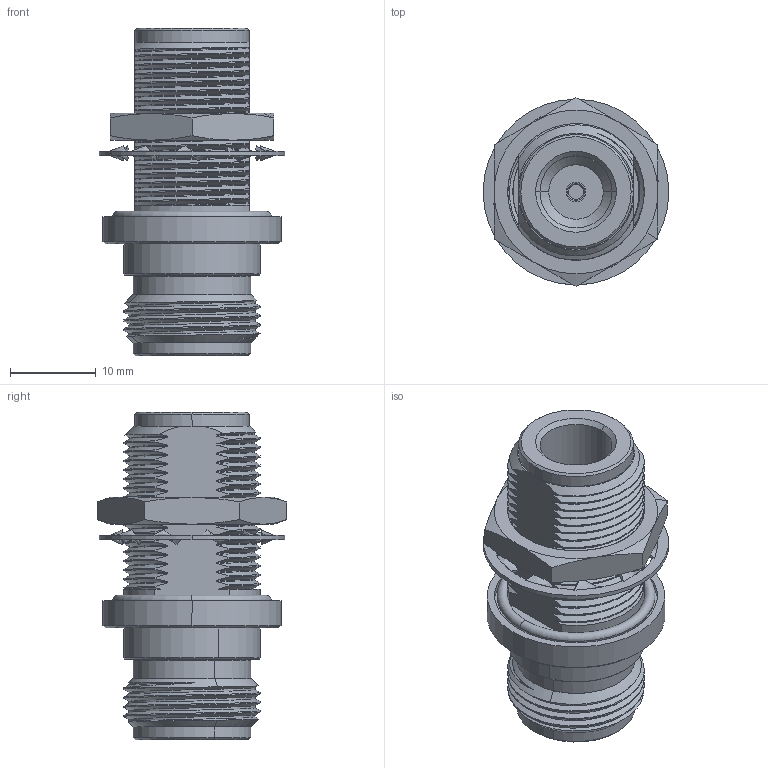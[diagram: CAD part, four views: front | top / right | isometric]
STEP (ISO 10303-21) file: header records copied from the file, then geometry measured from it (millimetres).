
FILE_DESCRIPTION (( 'STEP AP203' ), '1' );
FILE_NAME ('PE9500.step', '2018-08-31T19:31:09', ( '' ), ( '' ), 'SwSTEP 2.0', 'SolidWorks 2017', '' );
FILE_SCHEMA (( 'CONFIG_CONTROL_DESIGN' ));
Products named in the file (1): PE9500
Bounding box: 21.59 x 22 x 38.1 mm (x, y, z)
Volume: 6224 mm3; surface area: 5324.9 mm2
Topology: 4 solids, 5 shells, 389 faces, 1101 edges, 731 vertices
Faces by surface type: bspline 157, cylinder 105, plane 72, cone 49, torus 6
Entity records: 82549 total; most frequent: CARTESIAN_POINT 74301, ORIENTED_EDGE 2202, DIRECTION 1122, EDGE_CURVE 1101, VERTEX_POINT 731, AXIS2_PLACEMENT_3D 433, EDGE_LOOP 404, ADVANCED_FACE 389
